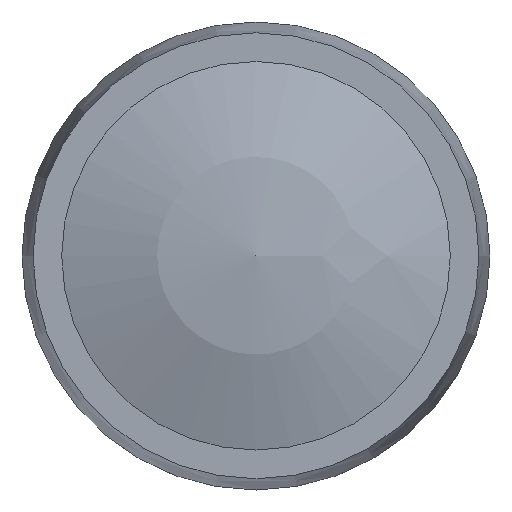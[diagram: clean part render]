
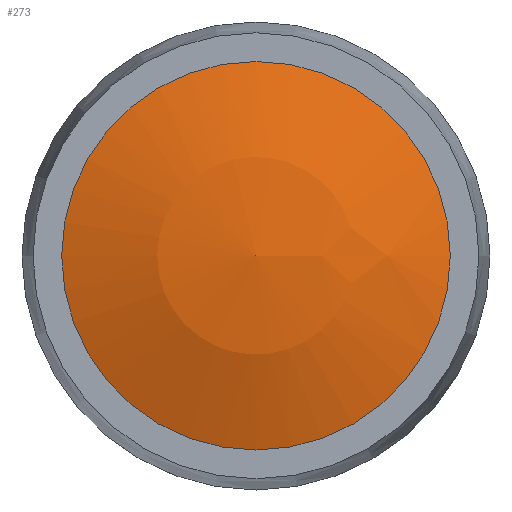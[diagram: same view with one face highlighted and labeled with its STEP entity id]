
A CAD part, top view. The second image highlights one B-rep face of the part: STEP entity #273.
In plain terms, the highlighted spherical face has radius 30 mm.
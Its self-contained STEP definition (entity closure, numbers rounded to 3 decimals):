
#273 = ADVANCED_FACE( '', ( #592 ), #593, .T. );
#592 = FACE_OUTER_BOUND( '', #934, .T. );
#593 = SPHERICAL_SURFACE( '', #935, 30. );
#934 = EDGE_LOOP( '', ( #1677 ) );
#935 = AXIS2_PLACEMENT_3D( '', #1678, #1679, #1680 );
#1677 = ORIENTED_EDGE( '', *, *, #2028, .T. );
#1678 = CARTESIAN_POINT( '', ( 0., 0., -1.2 ) );
#1679 = DIRECTION( '', ( 0., 0., 1. ) );
#1680 = DIRECTION( '', ( 1., 0., 0. ) );
#2028 = EDGE_CURVE( '', #2472, #2472, #2473, .T. );
#2472 = VERTEX_POINT( '', #3146 );
#2473 = CIRCLE( '', #3147, 10.794 );
#3146 = CARTESIAN_POINT( '', ( 10.794, 0., 26.791 ) );
#3147 = AXIS2_PLACEMENT_3D( '', #3610, #3611, #3612 );
#3610 = CARTESIAN_POINT( '', ( 0., 0., 26.791 ) );
#3611 = DIRECTION( '', ( 0., 0., 1. ) );
#3612 = DIRECTION( '', ( 1., 0., 0. ) );
